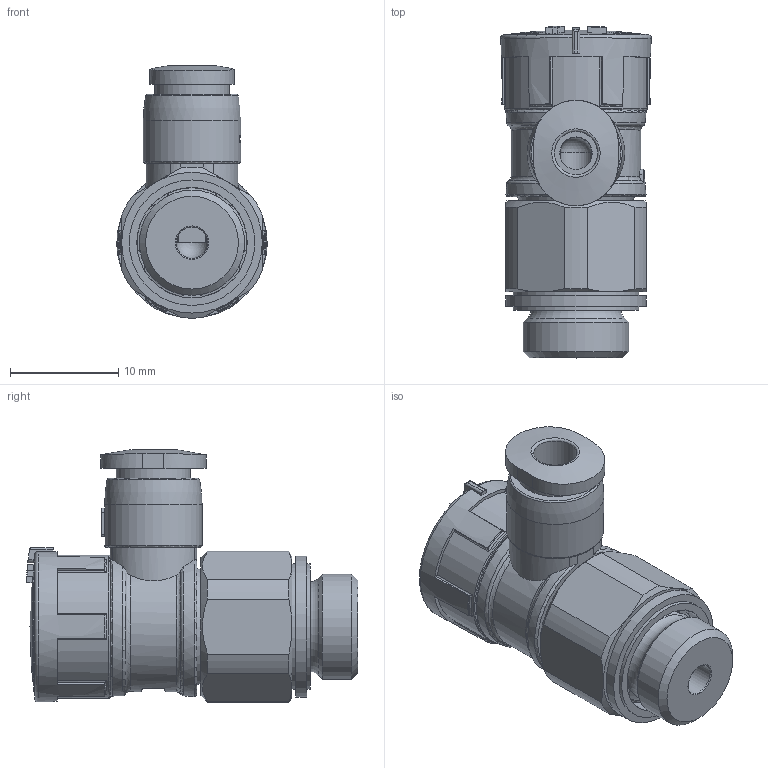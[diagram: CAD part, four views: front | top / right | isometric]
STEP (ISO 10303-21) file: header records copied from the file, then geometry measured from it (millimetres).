
FILE_DESCRIPTION(/* description */ ('STEP AP214'),/* implementation_level */ '2;1');
FILE_NAME(/* name */ '8068725_VFOE-LE-T-G18-Q4',/* time_stamp */ '2024-09-10T14:29:39+02:00',/* author */ ('License CC BY-ND 4.0'),/* organization */ ('CADENAS'),/* preprocessor_version */ 'ST-DEVELOPER v19.3',/* originating_system */ 'PARTsolutions',/* authorisation */ ' ');
FILE_SCHEMA (('AUTOMOTIVE_DESIGN {1 0 10303 214 3 1 1}'));
Length unit declared in the file: millimetre
Products named in the file (3): 8068725 VFOE-LE-T-G18-Q4---(high); 8068725 VFOE-LE-T-G18-Q4---(highp); 33840 OL-1/8
Assembly tree (2 placements, depth 2):
  8068725 VFOE-LE-T-G18-Q4---(high)
    8068725 VFOE-LE-T-G18-Q4---(highp)
    33840 OL-1/8
Bounding box: 13.91 x 30.66 x 23.32 mm (x, y, z)
Volume: 4003.8 mm3; surface area: 2534.8 mm2
Topology: 2 solids, 2 shells, 270 faces, 728 edges, 477 vertices
Faces by surface type: plane 132, cylinder 87, torus 30, cone 15, sphere 6
Full cylindrical faces by diameter (mm): 2.9 x1, 3 x1, 4 x1, 6.85 x1, 9 x1, 9.728 x1, 10.2 x1, 11.6 x2, 13 x1, 13.2 x1
Entity records: 10013 total; most frequent: CARTESIAN_POINT 1861, DIRECTION 1370, ORIENTED_EDGE 1366, EDGE_CURVE 683, AXIS2_PLACEMENT_3D 552, VERTEX_POINT 463, EDGE_LOOP 320, FACE_BOUND 320
